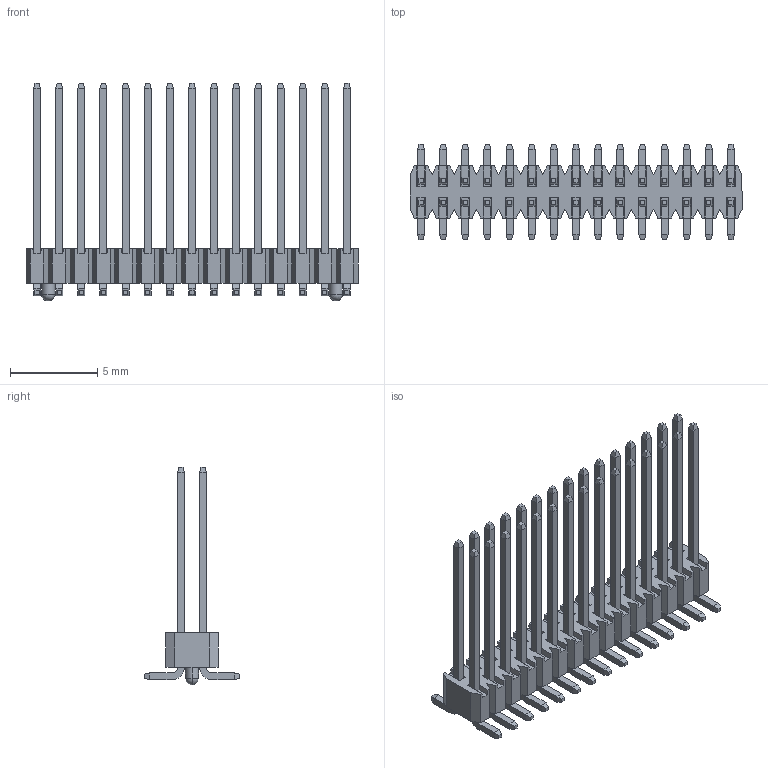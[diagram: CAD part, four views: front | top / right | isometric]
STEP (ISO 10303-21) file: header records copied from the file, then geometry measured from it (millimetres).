
FILE_DESCRIPTION (( 'STEP AP214' ), '1' );
FILE_NAME ('FPH12747-D30S1014330730M-REF.STEP', '2025-11-27T01:38:59', ( '' ), ( '' ), 'SwSTEP 2.0', 'SolidWorks 2021', '' );
FILE_SCHEMA (( 'AUTOMOTIVE_DESIGN' ));
Length unit declared in the file: millimetre
Products named in the file (1): FPH12747-D30S1014330730M-REF
Bounding box: 19.05 x 5.5 x 12.5 mm (x, y, z)
Volume: 160.3 mm3; surface area: 824.8 mm2
Topology: 1 solids, 1 shells, 898 faces, 2146 edges, 1278 vertices
Faces by surface type: plane 830, cylinder 64, sphere 4
Entity records: 24936 total; most frequent: CARTESIAN_POINT 4311, ORIENTED_EDGE 4276, DIRECTION 4068, EDGE_CURVE 2138, VECTOR 2006, LINE 2006, VERTEX_POINT 1274, AXIS2_PLACEMENT_3D 1031
